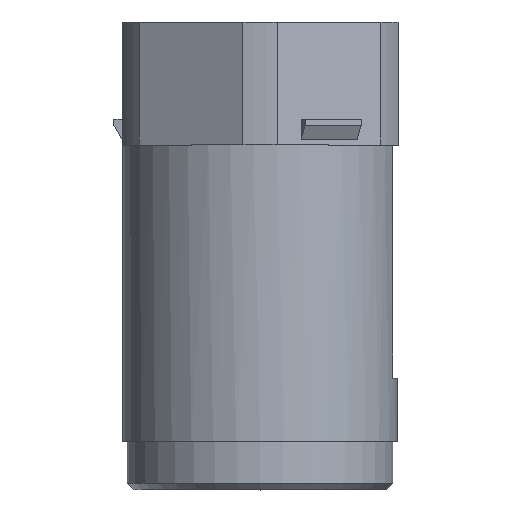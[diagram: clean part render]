
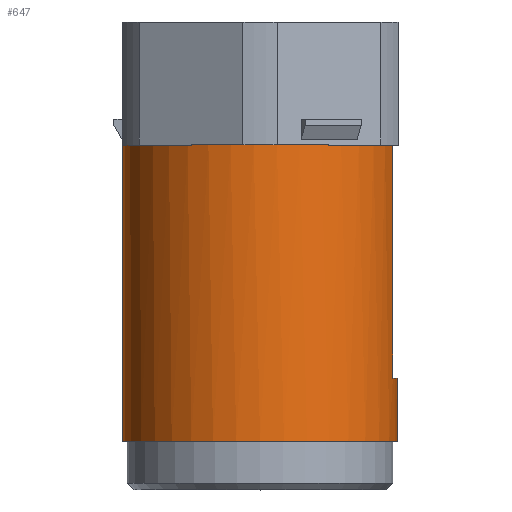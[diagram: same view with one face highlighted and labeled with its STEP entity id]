
A CAD part, top view. The second image highlights one B-rep face of the part: STEP entity #647.
In plain terms, the highlighted cylindrical face has radius 4.25 mm (diameter 8.5 mm), a partial arc.
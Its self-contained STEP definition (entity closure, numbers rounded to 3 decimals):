
#2=CARTESIAN_POINT('',(0.,-3.8,0.));
#3=DIRECTION('',(0.,-1.,0.));
#4=DIRECTION('',(0.966,0.,0.259));
#5=AXIS2_PLACEMENT_3D('',#2,#3,#4);
#78=DIRECTION('',(0.,-1.,0.));
#79=VECTOR('',#78,9.15);
#80=CARTESIAN_POINT('',(-4.25,-3.8,0.));
#81=LINE('',#80,#79);
#82=DIRECTION('',(0.,-1.,0.));
#83=VECTOR('',#82,1.95);
#84=CARTESIAN_POINT('',(4.25,-11.,0.));
#85=LINE('',#84,#83);
#91=CARTESIAN_POINT('',(0.,-12.95,0.));
#92=DIRECTION('',(0.,1.,0.));
#93=DIRECTION('',(-1.,0.,0.));
#94=AXIS2_PLACEMENT_3D('',#91,#92,#93);
#152=CARTESIAN_POINT('',(0.,-11.,0.));
#153=DIRECTION('',(0.,1.,0.));
#154=DIRECTION('',(0.966,0.,0.259));
#155=AXIS2_PLACEMENT_3D('',#152,#153,#154);
#180=DIRECTION('',(0.,1.,0.));
#181=VECTOR('',#180,7.2);
#182=CARTESIAN_POINT('',(4.105,-11.,1.1));
#183=LINE('',#182,#181);
#480=CARTESIAN_POINT('',(-4.25,-12.95,0.));
#481=CARTESIAN_POINT('',(4.25,-12.95,0.));
#482=VERTEX_POINT('',#480);
#483=VERTEX_POINT('',#481);
#586=CARTESIAN_POINT('',(4.105,-11.,1.1));
#587=CARTESIAN_POINT('',(4.25,-11.,0.));
#588=VERTEX_POINT('',#586);
#589=VERTEX_POINT('',#587);
#590=CARTESIAN_POINT('',(4.105,-3.8,1.1));
#591=VERTEX_POINT('',#590);
#626=CARTESIAN_POINT('',(-4.25,-3.8,0.));
#627=VERTEX_POINT('',#626);
#628=CARTESIAN_POINT('',(0.,-15.023,0.));
#629=DIRECTION('',(0.,1.,0.));
#630=DIRECTION('',(1.,0.,0.));
#631=AXIS2_PLACEMENT_3D('',#628,#629,#630);
#632=CYLINDRICAL_SURFACE('',#631,4.25);
#634=ORIENTED_EDGE('',*,*,#633,.F.);
#636=ORIENTED_EDGE('',*,*,#635,.F.);
#638=ORIENTED_EDGE('',*,*,#637,.T.);
#640=ORIENTED_EDGE('',*,*,#639,.T.);
#642=ORIENTED_EDGE('',*,*,#641,.F.);
#644=ORIENTED_EDGE('',*,*,#643,.F.);
#645=EDGE_LOOP('',(#634,#636,#638,#640,#642,#644));
#646=FACE_OUTER_BOUND('',#645,.F.);
#647=ADVANCED_FACE('',(#646),#632,.T.);
#6=CIRCLE('',#5,4.25);
#95=CIRCLE('',#94,4.25);
#156=CIRCLE('',#155,4.25);
#633=EDGE_CURVE('',#591,#627,#6,.T.);
#635=EDGE_CURVE('',#588,#591,#183,.T.);
#637=EDGE_CURVE('',#588,#589,#156,.T.);
#639=EDGE_CURVE('',#589,#483,#85,.T.);
#641=EDGE_CURVE('',#482,#483,#95,.T.);
#643=EDGE_CURVE('',#627,#482,#81,.T.);
